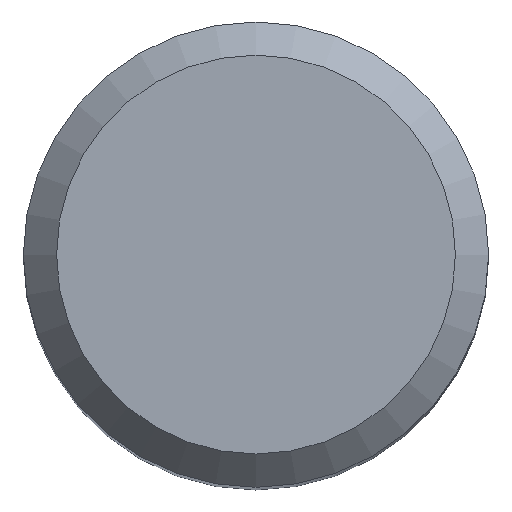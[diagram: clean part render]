
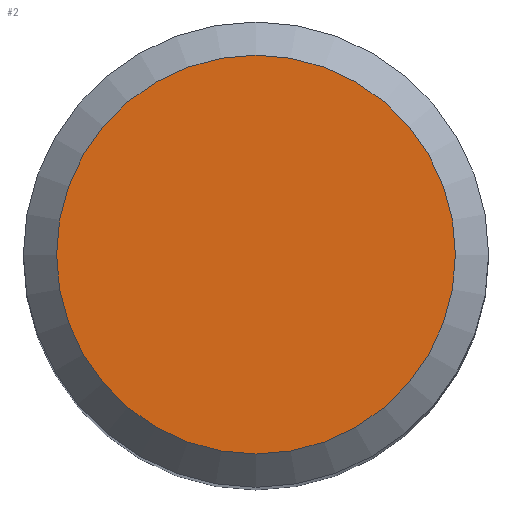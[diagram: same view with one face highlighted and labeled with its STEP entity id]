
A CAD part, top view. The second image highlights one B-rep face of the part: STEP entity #2.
In plain terms, the highlighted planar face has unit normal (0, 0, 1).
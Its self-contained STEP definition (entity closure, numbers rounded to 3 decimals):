
#2 = ADVANCED_FACE ( 'NONE', ( #88 ), #124, .F. ) ;
#7 = CARTESIAN_POINT ( 'NONE',  ( 0., 6., 107. ) ) ;
#18 = DIRECTION ( 'NONE',  ( 0., 1., 0. ) ) ;
#25 = ORIENTED_EDGE ( 'NONE', *, *, #115, .F. ) ;
#29 = CARTESIAN_POINT ( 'NONE',  ( 0., 0., 107. ) ) ;
#82 = CIRCLE ( 'NONE', #217, 6. ) ;
#85 = DIRECTION ( 'NONE',  ( 0., 0., -1. ) ) ;
#88 = FACE_OUTER_BOUND ( 'NONE', #148, .T. ) ;
#98 = DIRECTION ( 'NONE',  ( 0., 1., 0. ) ) ;
#115 = EDGE_CURVE ( 'NONE', #189, #189, #82, .T. ) ;
#124 = PLANE ( 'NONE',  #184 ) ;
#148 = EDGE_LOOP ( 'NONE', ( #25 ) ) ;
#153 = DIRECTION ( 'NONE',  ( 0., 0., -1. ) ) ;
#184 = AXIS2_PLACEMENT_3D ( 'NONE', #226, #85, #18 ) ;
#189 = VERTEX_POINT ( 'NONE', #7 ) ;
#217 = AXIS2_PLACEMENT_3D ( 'NONE', #29, #153, #98 ) ;
#226 = CARTESIAN_POINT ( 'NONE',  ( 0., 0., 107. ) ) ;
